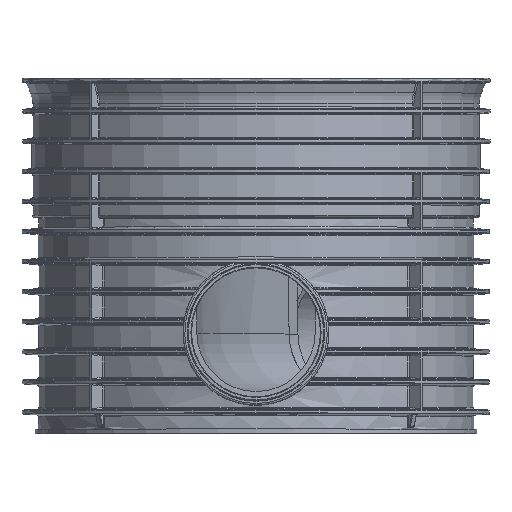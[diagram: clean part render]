
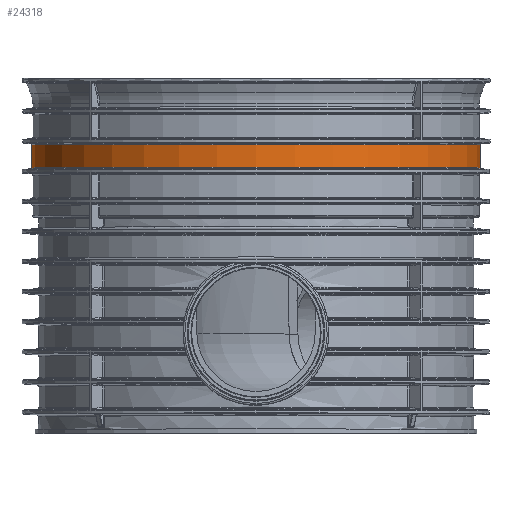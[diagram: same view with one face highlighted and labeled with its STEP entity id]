
A CAD part, top view. The second image highlights one B-rep face of the part: STEP entity #24318.
In plain terms, the highlighted cylindrical face has radius 350 mm (diameter 700 mm), a full revolution.
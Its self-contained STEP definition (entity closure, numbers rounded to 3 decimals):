
#2969=LINE('',#61364,#3561);
#3561=VECTOR('',#33618,350.);
#3780=CYLINDRICAL_SURFACE('',#27255,350.);
#5246=FACE_OUTER_BOUND('',#6744,.T.);
#6744=EDGE_LOOP('',(#22567,#22568,#22569,#22570,#22571,#22572));
#8653=CIRCLE('',#27253,350.);
#8654=CIRCLE('',#27254,350.);
#8655=CIRCLE('',#27256,350.);
#8656=CIRCLE('',#27257,350.);
#11056=VERTEX_POINT('',#61354);
#11057=VERTEX_POINT('',#61356);
#11058=VERTEX_POINT('',#61360);
#11059=VERTEX_POINT('',#61361);
#14896=EDGE_CURVE('',#11057,#11056,#8653,.T.);
#14897=EDGE_CURVE('',#11056,#11057,#8654,.T.);
#14898=EDGE_CURVE('',#11058,#11059,#8655,.T.);
#14899=EDGE_CURVE('',#11059,#11058,#8656,.T.);
#14900=EDGE_CURVE('',#11059,#11057,#2969,.T.);
#22567=ORIENTED_EDGE('',*,*,#14898,.F.);
#22568=ORIENTED_EDGE('',*,*,#14899,.F.);
#22569=ORIENTED_EDGE('',*,*,#14900,.T.);
#22570=ORIENTED_EDGE('',*,*,#14896,.T.);
#22571=ORIENTED_EDGE('',*,*,#14897,.T.);
#22572=ORIENTED_EDGE('',*,*,#14900,.F.);
#24318=ADVANCED_FACE('',(#5246),#3780,.T.);
#27253=AXIS2_PLACEMENT_3D('',#61357,#33608,#33609);
#27254=AXIS2_PLACEMENT_3D('',#61358,#33610,#33611);
#27255=AXIS2_PLACEMENT_3D('',#61359,#33612,#33613);
#27256=AXIS2_PLACEMENT_3D('',#61362,#33614,#33615);
#27257=AXIS2_PLACEMENT_3D('',#61363,#33616,#33617);
#33608=DIRECTION('center_axis',(0.,1.,0.));
#33609=DIRECTION('ref_axis',(1.,0.,0.));
#33610=DIRECTION('center_axis',(0.,1.,0.));
#33611=DIRECTION('ref_axis',(1.,0.,0.));
#33612=DIRECTION('center_axis',(0.,1.,0.));
#33613=DIRECTION('ref_axis',(-1.,0.,0.));
#33614=DIRECTION('center_axis',(0.,1.,0.));
#33615=DIRECTION('ref_axis',(1.,0.,0.));
#33616=DIRECTION('center_axis',(0.,1.,0.));
#33617=DIRECTION('ref_axis',(1.,0.,0.));
#33618=DIRECTION('',(0.,-1.,0.));
#61354=CARTESIAN_POINT('',(0.,408.949,-350.));
#61356=CARTESIAN_POINT('',(350.,408.949,0.));
#61357=CARTESIAN_POINT('Origin',(0.,408.949,0.));
#61358=CARTESIAN_POINT('Origin',(0.,408.949,0.));
#61359=CARTESIAN_POINT('Origin',(0.,426.5,0.));
#61360=CARTESIAN_POINT('',(0.,444.051,-350.));
#61361=CARTESIAN_POINT('',(350.,444.051,0.));
#61362=CARTESIAN_POINT('Origin',(0.,444.051,0.));
#61363=CARTESIAN_POINT('Origin',(0.,444.051,0.));
#61364=CARTESIAN_POINT('',(350.,426.5,0.));
